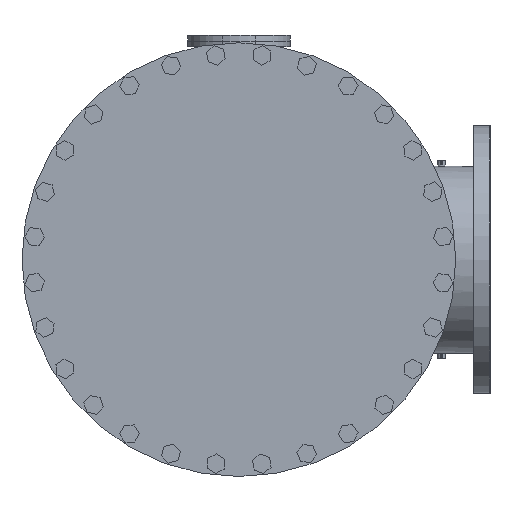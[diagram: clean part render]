
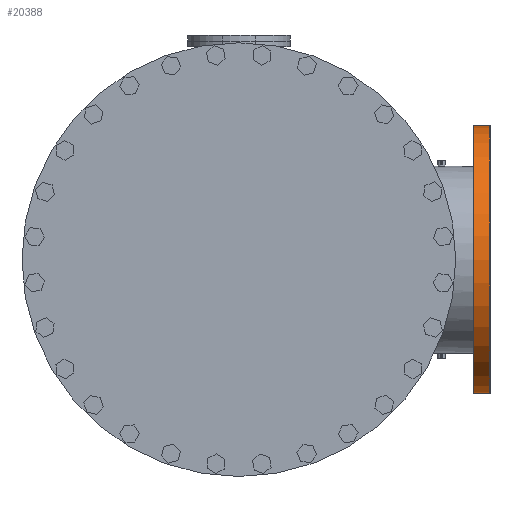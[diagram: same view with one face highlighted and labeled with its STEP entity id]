
A CAD part, left-side view. The second image highlights one B-rep face of the part: STEP entity #20388.
In plain terms, the highlighted cylindrical face has radius 298.45 mm (diameter 596.9 mm), a partial arc.
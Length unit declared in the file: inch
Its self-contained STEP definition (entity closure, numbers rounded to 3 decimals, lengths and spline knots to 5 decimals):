
#666 = DIRECTION ( 'NONE',  ( 0., 1., 0. ) ) ;
#1854 = DIRECTION ( 'NONE',  ( 0., 1., 0. ) ) ;
#2926 = ORIENTED_EDGE ( 'NONE', *, *, #26571, .T. ) ;
#3378 = VERTEX_POINT ( 'NONE', #8592 ) ;
#3751 = ORIENTED_EDGE ( 'NONE', *, *, #16919, .F. ) ;
#4616 = VERTEX_POINT ( 'NONE', #29109 ) ;
#4815 = VERTEX_POINT ( 'NONE', #29220 ) ;
#4912 = AXIS2_PLACEMENT_3D ( 'NONE', #25416, #14885, #9327 ) ;
#6518 = FACE_OUTER_BOUND ( 'NONE', #11570, .T. ) ;
#7324 = VERTEX_POINT ( 'NONE', #19687 ) ;
#8592 = CARTESIAN_POINT ( 'NONE',  ( 24.53355, -22., -11.75 ) ) ;
#9244 = CIRCLE ( 'NONE', #19166, 11.75 ) ;
#9327 = DIRECTION ( 'NONE',  ( 0., 0., 1. ) ) ;
#10207 = VECTOR ( 'NONE', #666, 39.37008 ) ;
#11570 = EDGE_LOOP ( 'NONE', ( #17347, #2926, #30246, #3751 ) ) ;
#14885 = DIRECTION ( 'NONE',  ( 0., 1., 0. ) ) ;
#15341 = CIRCLE ( 'NONE', #28571, 11.75 ) ;
#16135 = CYLINDRICAL_SURFACE ( 'NONE', #4912, 11.75 ) ;
#16919 = EDGE_CURVE ( 'NONE', #4616, #7324, #9244, .T. ) ;
#17266 = LINE ( 'NONE', #19557, #10207 ) ;
#17347 = ORIENTED_EDGE ( 'NONE', *, *, #26954, .F. ) ;
#19166 = AXIS2_PLACEMENT_3D ( 'NONE', #28093, #30790, #33082 ) ;
#19557 = CARTESIAN_POINT ( 'NONE',  ( 24.53355, 0., -11.75 ) ) ;
#19687 = CARTESIAN_POINT ( 'NONE',  ( 24.53355, -20.56, 11.75 ) ) ;
#20388 = ADVANCED_FACE ( 'NONE', ( #6518 ), #16135, .T. ) ;
#20649 = CARTESIAN_POINT ( 'NONE',  ( 24.53355, -22., 0. ) ) ;
#24520 = CARTESIAN_POINT ( 'NONE',  ( 24.53355, 0., 11.75 ) ) ;
#25369 = LINE ( 'NONE', #24520, #29549 ) ;
#25416 = CARTESIAN_POINT ( 'NONE',  ( 24.53355, 0., 0. ) ) ;
#26373 = EDGE_CURVE ( 'NONE', #4815, #7324, #25369, .T. ) ;
#26571 = EDGE_CURVE ( 'NONE', #3378, #4815, #15341, .T. ) ;
#26954 = EDGE_CURVE ( 'NONE', #3378, #4616, #17266, .T. ) ;
#27188 = DIRECTION ( 'NONE',  ( 0., 1., 0. ) ) ;
#28093 = CARTESIAN_POINT ( 'NONE',  ( 24.53355, -20.56, 0. ) ) ;
#28571 = AXIS2_PLACEMENT_3D ( 'NONE', #20649, #1854, #33879 ) ;
#29109 = CARTESIAN_POINT ( 'NONE',  ( 24.53355, -20.56, -11.75 ) ) ;
#29220 = CARTESIAN_POINT ( 'NONE',  ( 24.53355, -22., 11.75 ) ) ;
#29549 = VECTOR ( 'NONE', #27188, 39.37008 ) ;
#30246 = ORIENTED_EDGE ( 'NONE', *, *, #26373, .T. ) ;
#30790 = DIRECTION ( 'NONE',  ( 0., 1., 0. ) ) ;
#33082 = DIRECTION ( 'NONE',  ( 0., 0., 1. ) ) ;
#33879 = DIRECTION ( 'NONE',  ( 0., 0., 1. ) ) ;
